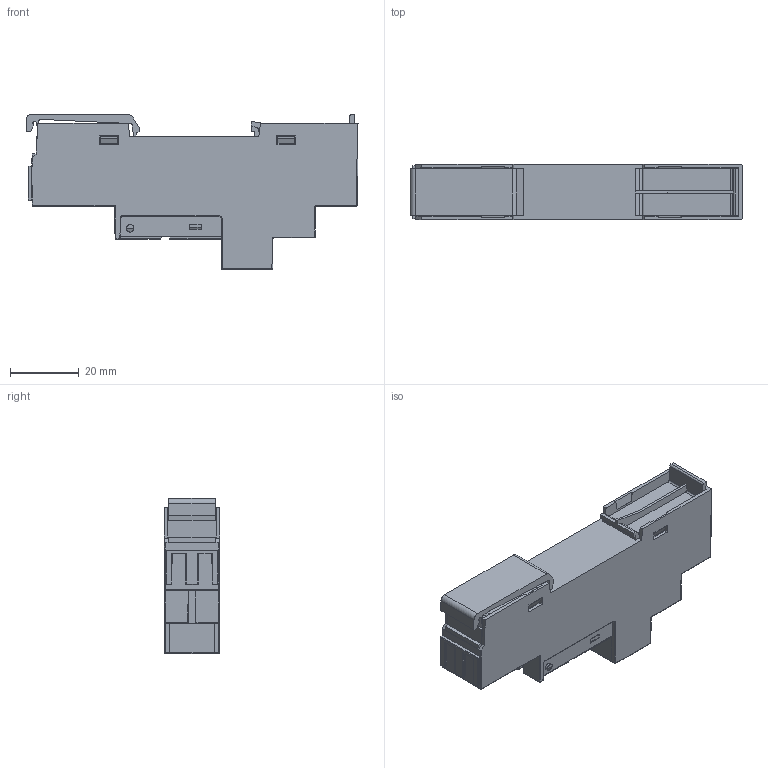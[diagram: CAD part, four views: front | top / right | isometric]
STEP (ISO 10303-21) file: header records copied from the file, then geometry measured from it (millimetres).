
FILE_DESCRIPTION(('CATIA V5 STEP Exchange'),'2;1');
FILE_NAME('ES503GCNRE_ASM_P.stp','2016-09-06T12:01:23+00:00',('none'),('none'),'CATIA Version 5 Release 19 SP 9 (IN-10)','CATIA V5 STEP AP203','none');
FILE_SCHEMA(('CONFIG_CONTROL_DESIGN'));
Length unit declared in the file: millimetre
Products named in the file (1): ES503GCNRE_ASM_P
Bounding box: 96.77 x 16.07 x 45.18 mm (x, y, z)
Volume: 40785.4 mm3; surface area: 14610 mm2
Topology: 1 solids, 8 shells, 989 faces, 2572 edges, 1623 vertices
Faces by surface type: plane 500, cylinder 204, cone 134, torus 72, bspline 44, sphere 22, extrusion 13
Entity records: 32768 total; most frequent: CARTESIAN_POINT 9651, ORIENTED_EDGE 5144, DIRECTION 4056, EDGE_CURVE 2572, VECTOR 1703, LINE 1690, VERTEX_POINT 1623, AXIS2_PLACEMENT_3D 1442
